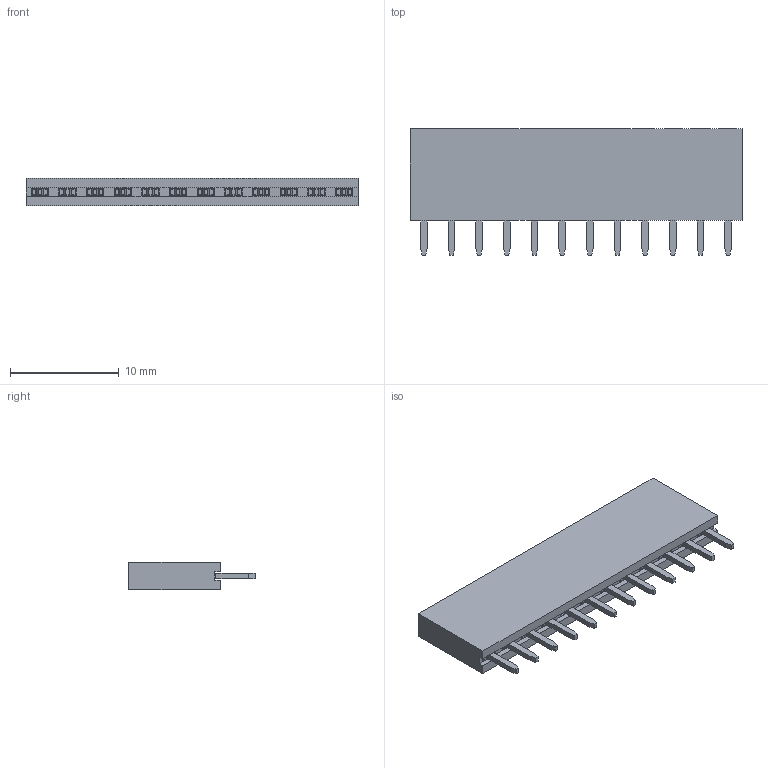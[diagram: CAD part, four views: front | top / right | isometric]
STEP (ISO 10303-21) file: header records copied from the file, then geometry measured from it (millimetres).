
FILE_DESCRIPTION((''),'2;1');
FILE_NAME('PBS-12.stp','2019-11-02T10:48:19',('Shuvalov'),(''),'Autodesk Inventor 2011','Autodesk Inventor 2011','');
FILE_SCHEMA(('CONFIG_CONTROL_DESIGN'));
Length unit declared in the file: millimetre
Products named in the file (1): PBS-12
Bounding box: 30.48 x 11.6 x 2.54 mm (x, y, z)
Volume: 597.2 mm3; surface area: 1137.3 mm2
Topology: 13 solids, 13 shells, 370 faces, 912 edges, 592 vertices
Faces by surface type: plane 322, cylinder 48
Entity records: 10976 total; most frequent: CARTESIAN_POINT 1875, ORIENTED_EDGE 1824, DIRECTION 1750, EDGE_CURVE 912, VECTOR 816, LINE 816, VERTEX_POINT 592, AXIS2_PLACEMENT_3D 467
